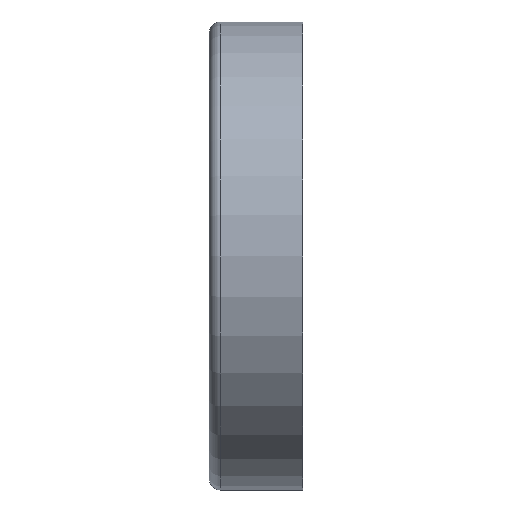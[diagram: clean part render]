
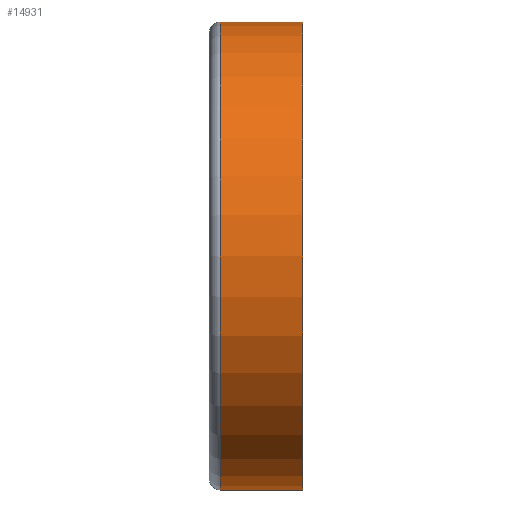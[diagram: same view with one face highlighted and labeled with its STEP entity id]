
A CAD part, left-side view. The second image highlights one B-rep face of the part: STEP entity #14931.
In plain terms, the highlighted cylindrical face has radius 62.5 mm (diameter 125 mm), a partial arc.
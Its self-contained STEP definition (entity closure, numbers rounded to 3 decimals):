
#68 = EDGE_CURVE ( 'NONE', #14966, #3722, #7212, .T. ) ;
#932 = EDGE_CURVE ( 'NONE', #15256, #11505, #12653, .T. ) ;
#1545 = VECTOR ( 'NONE', #4382, 1000. ) ;
#2010 = DIRECTION ( 'NONE',  ( 0., -1., 0. ) ) ;
#2868 = ORIENTED_EDGE ( 'NONE', *, *, #932, .F. ) ;
#3212 = DIRECTION ( 'NONE',  ( 0., 0., -1. ) ) ;
#3226 = ORIENTED_EDGE ( 'NONE', *, *, #6259, .F. ) ;
#3675 = DIRECTION ( 'NONE',  ( 0., -1., 0. ) ) ;
#3722 = VERTEX_POINT ( 'NONE', #8337 ) ;
#4382 = DIRECTION ( 'NONE',  ( 0., -1., 0. ) ) ;
#4640 = CARTESIAN_POINT ( 'NONE',  ( 0., 22., 62.5 ) ) ;
#4739 = DIRECTION ( 'NONE',  ( 0., 0., -1. ) ) ;
#4801 = DIRECTION ( 'NONE',  ( 0., -1., 0. ) ) ;
#5252 = VECTOR ( 'NONE', #3675, 1000. ) ;
#5664 = CARTESIAN_POINT ( 'NONE',  ( 0., 0., 62.5 ) ) ;
#6098 = LINE ( 'NONE', #9025, #5252 ) ;
#6259 = EDGE_CURVE ( 'NONE', #14966, #15256, #6098, .T. ) ;
#6286 = AXIS2_PLACEMENT_3D ( 'NONE', #7456, #4801, #4739 ) ;
#6354 = CARTESIAN_POINT ( 'NONE',  ( 0., 0., -62.5 ) ) ;
#6651 = DIRECTION ( 'NONE',  ( 0., -1., 0. ) ) ;
#6786 = ORIENTED_EDGE ( 'NONE', *, *, #68, .T. ) ;
#7212 = CIRCLE ( 'NONE', #6286, 62.5 ) ;
#7456 = CARTESIAN_POINT ( 'NONE',  ( 0., 22., 0. ) ) ;
#7768 = EDGE_CURVE ( 'NONE', #3722, #11505, #15968, .T. ) ;
#7793 = AXIS2_PLACEMENT_3D ( 'NONE', #16213, #2010, #3212 ) ;
#7858 = CARTESIAN_POINT ( 'NONE',  ( 0., 0., 0. ) ) ;
#8030 = EDGE_LOOP ( 'NONE', ( #3226, #6786, #10726, #2868 ) ) ;
#8337 = CARTESIAN_POINT ( 'NONE',  ( 0., 22., -62.5 ) ) ;
#9025 = CARTESIAN_POINT ( 'NONE',  ( 0., 0., 62.5 ) ) ;
#10726 = ORIENTED_EDGE ( 'NONE', *, *, #7768, .T. ) ;
#10937 = CARTESIAN_POINT ( 'NONE',  ( 0., 0., -62.5 ) ) ;
#11375 = AXIS2_PLACEMENT_3D ( 'NONE', #7858, #6651, #11690 ) ;
#11505 = VERTEX_POINT ( 'NONE', #6354 ) ;
#11690 = DIRECTION ( 'NONE',  ( 0., 0., -1. ) ) ;
#12653 = CIRCLE ( 'NONE', #11375, 62.5 ) ;
#13928 = FACE_OUTER_BOUND ( 'NONE', #8030, .T. ) ;
#14931 = ADVANCED_FACE ( 'NONE', ( #13928 ), #14955, .T. ) ;
#14955 = CYLINDRICAL_SURFACE ( 'NONE', #7793, 62.5 ) ;
#14966 = VERTEX_POINT ( 'NONE', #4640 ) ;
#15256 = VERTEX_POINT ( 'NONE', #5664 ) ;
#15968 = LINE ( 'NONE', #10937, #1545 ) ;
#16213 = CARTESIAN_POINT ( 'NONE',  ( 0., 0., 0. ) ) ;
